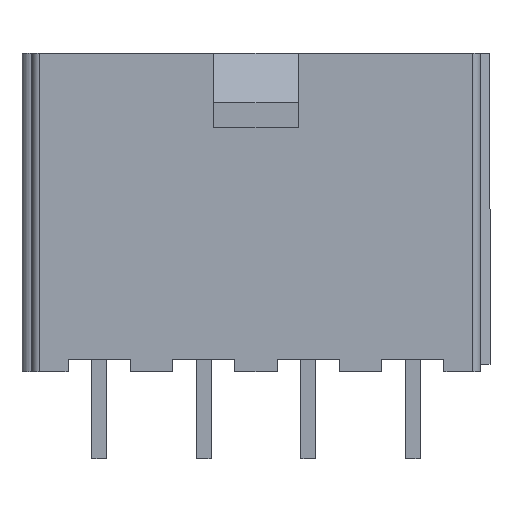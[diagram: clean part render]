
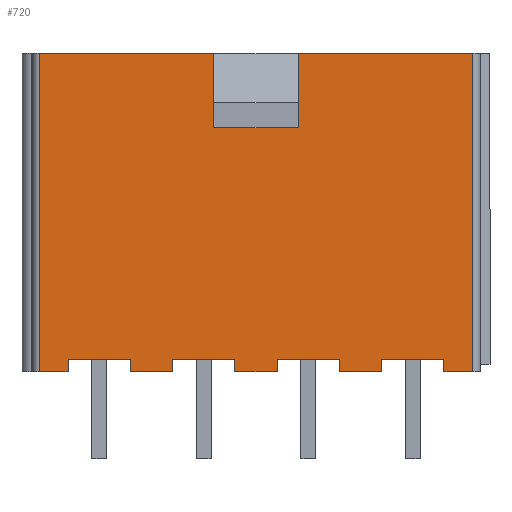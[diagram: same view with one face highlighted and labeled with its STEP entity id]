
A CAD part, front view. The second image highlights one B-rep face of the part: STEP entity #720.
In plain terms, the highlighted planar face has unit normal (0, -1, 0).
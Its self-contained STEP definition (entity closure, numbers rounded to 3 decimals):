
#256=CARTESIAN_POINT('',(8.7,-4.6,12.8));
#257=VERTEX_POINT('',#256);
#265=CARTESIAN_POINT('',(8.7,-4.6,0.));
#266=VERTEX_POINT('',#265);
#267=CARTESIAN_POINT('',(8.7,-4.6,12.8));
#268=DIRECTION('',(0.0,0.0,-1.0));
#269=VECTOR('',#268,12.8);
#270=LINE('',#267,#269);
#271=EDGE_CURVE('',#257,#266,#270,.T.);
#289=CARTESIAN_POINT('',(-3.35,-4.6,0.));
#290=VERTEX_POINT('',#289);
#291=CARTESIAN_POINT('',(-5.05,-4.6,0.));
#292=VERTEX_POINT('',#291);
#293=CARTESIAN_POINT('',(-3.35,-4.6,0.));
#294=DIRECTION('',(-1.0,0.0,0.0));
#295=VECTOR('',#294,1.7);
#296=LINE('',#293,#295);
#297=EDGE_CURVE('',#290,#292,#296,.T.);
#329=CARTESIAN_POINT('',(0.85,-4.6,0.));
#330=VERTEX_POINT('',#329);
#331=CARTESIAN_POINT('',(-0.85,-4.6,0.));
#332=VERTEX_POINT('',#331);
#333=CARTESIAN_POINT('',(0.85,-4.6,0.));
#334=DIRECTION('',(-1.0,0.0,0.0));
#335=VECTOR('',#334,1.7);
#336=LINE('',#333,#335);
#337=EDGE_CURVE('',#330,#332,#336,.T.);
#369=CARTESIAN_POINT('',(5.05,-4.6,0.));
#370=VERTEX_POINT('',#369);
#371=CARTESIAN_POINT('',(3.35,-4.6,0.));
#372=VERTEX_POINT('',#371);
#373=CARTESIAN_POINT('',(5.05,-4.6,0.));
#374=DIRECTION('',(-1.0,0.0,0.0));
#375=VECTOR('',#374,1.7);
#376=LINE('',#373,#375);
#377=EDGE_CURVE('',#370,#372,#376,.T.);
#409=CARTESIAN_POINT('',(7.55,-4.6,0.));
#410=VERTEX_POINT('',#409);
#411=CARTESIAN_POINT('',(8.7,-4.6,0.));
#412=DIRECTION('',(-1.0,0.0,0.0));
#413=VECTOR('',#412,1.15);
#414=LINE('',#411,#413);
#415=EDGE_CURVE('',#266,#410,#414,.T.);
#459=CARTESIAN_POINT('',(-7.55,-4.6,0.));
#460=VERTEX_POINT('',#459);
#467=CARTESIAN_POINT('',(-8.7,-4.6,0.));
#468=VERTEX_POINT('',#467);
#469=CARTESIAN_POINT('',(-7.55,-4.6,0.));
#470=DIRECTION('',(-1.0,0.0,0.0));
#471=VECTOR('',#470,1.15);
#472=LINE('',#469,#471);
#473=EDGE_CURVE('',#460,#468,#472,.T.);
#562=CARTESIAN_POINT('',(-3.35,-4.6,0.5));
#563=VERTEX_POINT('',#562);
#570=CARTESIAN_POINT('',(-3.35,-4.6,0.));
#571=DIRECTION('',(0.0,0.0,1.0));
#572=VECTOR('',#571,0.5);
#573=LINE('',#570,#572);
#574=EDGE_CURVE('',#290,#563,#573,.T.);
#580=CARTESIAN_POINT('',(9.57,-4.6,-0.64));
#581=DIRECTION('',(0.0,-1.0,0.0));
#582=DIRECTION('',(1.0,0.0,0.0));
#583=AXIS2_PLACEMENT_3D('',#580,#581,#582);
#584=PLANE('',#583);
#585=CARTESIAN_POINT('',(1.7,-4.6,12.8));
#586=VERTEX_POINT('',#585);
#587=CARTESIAN_POINT('',(8.7,-4.6,12.8));
#588=DIRECTION('',(-1.0,0.0,0.0));
#589=VECTOR('',#588,7.);
#590=LINE('',#587,#589);
#591=EDGE_CURVE('',#257,#586,#590,.T.);
#592=ORIENTED_EDGE('',*,*,#591,.T.);
#593=CARTESIAN_POINT('',(1.7,-4.6,9.8));
#594=VERTEX_POINT('',#593);
#595=CARTESIAN_POINT('',(1.7,-4.6,12.8));
#596=DIRECTION('',(0.0,0.0,-1.0));
#597=VECTOR('',#596,3.0);
#598=LINE('',#595,#597);
#599=EDGE_CURVE('',#586,#594,#598,.T.);
#600=ORIENTED_EDGE('',*,*,#599,.T.);
#601=CARTESIAN_POINT('',(-1.7,-4.6,9.8));
#602=VERTEX_POINT('',#601);
#603=CARTESIAN_POINT('',(1.7,-4.6,9.8));
#604=DIRECTION('',(-1.0,0.0,0.0));
#605=VECTOR('',#604,3.4);
#606=LINE('',#603,#605);
#607=EDGE_CURVE('',#594,#602,#606,.T.);
#608=ORIENTED_EDGE('',*,*,#607,.T.);
#609=CARTESIAN_POINT('',(-1.7,-4.6,12.8));
#610=VERTEX_POINT('',#609);
#611=CARTESIAN_POINT('',(-1.7,-4.6,12.8));
#612=DIRECTION('',(0.0,0.0,-1.0));
#613=VECTOR('',#612,3.0);
#614=LINE('',#611,#613);
#615=EDGE_CURVE('',#610,#602,#614,.T.);
#616=ORIENTED_EDGE('',*,*,#615,.F.);
#617=CARTESIAN_POINT('',(-8.7,-4.6,12.8));
#618=VERTEX_POINT('',#617);
#619=CARTESIAN_POINT('',(-1.7,-4.6,12.8));
#620=DIRECTION('',(-1.0,0.0,0.0));
#621=VECTOR('',#620,7.);
#622=LINE('',#619,#621);
#623=EDGE_CURVE('',#610,#618,#622,.T.);
#624=ORIENTED_EDGE('',*,*,#623,.T.);
#625=CARTESIAN_POINT('',(-8.7,-4.6,0.));
#626=DIRECTION('',(0.0,0.0,1.0));
#627=VECTOR('',#626,12.8);
#628=LINE('',#625,#627);
#629=EDGE_CURVE('',#468,#618,#628,.T.);
#630=ORIENTED_EDGE('',*,*,#629,.F.);
#631=ORIENTED_EDGE('',*,*,#473,.F.);
#632=CARTESIAN_POINT('',(-7.55,-4.6,0.5));
#633=VERTEX_POINT('',#632);
#634=CARTESIAN_POINT('',(-7.55,-4.6,0.));
#635=DIRECTION('',(0.0,0.0,1.0));
#636=VECTOR('',#635,0.5);
#637=LINE('',#634,#636);
#638=EDGE_CURVE('',#460,#633,#637,.T.);
#639=ORIENTED_EDGE('',*,*,#638,.T.);
#640=CARTESIAN_POINT('',(-5.05,-4.6,0.5));
#641=VERTEX_POINT('',#640);
#642=CARTESIAN_POINT('',(-7.55,-4.6,0.5));
#643=DIRECTION('',(1.0,0.0,0.0));
#644=VECTOR('',#643,2.5);
#645=LINE('',#642,#644);
#646=EDGE_CURVE('',#633,#641,#645,.T.);
#647=ORIENTED_EDGE('',*,*,#646,.T.);
#648=CARTESIAN_POINT('',(-5.05,-4.6,0.));
#649=DIRECTION('',(0.0,0.0,1.0));
#650=VECTOR('',#649,0.5);
#651=LINE('',#648,#650);
#652=EDGE_CURVE('',#292,#641,#651,.T.);
#653=ORIENTED_EDGE('',*,*,#652,.F.);
#654=ORIENTED_EDGE('',*,*,#297,.F.);
#655=ORIENTED_EDGE('',*,*,#574,.T.);
#656=CARTESIAN_POINT('',(-0.85,-4.6,0.5));
#657=VERTEX_POINT('',#656);
#658=CARTESIAN_POINT('',(-3.35,-4.6,0.5));
#659=DIRECTION('',(1.0,0.0,0.0));
#660=VECTOR('',#659,2.5);
#661=LINE('',#658,#660);
#662=EDGE_CURVE('',#563,#657,#661,.T.);
#663=ORIENTED_EDGE('',*,*,#662,.T.);
#664=CARTESIAN_POINT('',(-0.85,-4.6,0.));
#665=DIRECTION('',(0.0,0.0,1.0));
#666=VECTOR('',#665,0.5);
#667=LINE('',#664,#666);
#668=EDGE_CURVE('',#332,#657,#667,.T.);
#669=ORIENTED_EDGE('',*,*,#668,.F.);
#670=ORIENTED_EDGE('',*,*,#337,.F.);
#671=CARTESIAN_POINT('',(0.85,-4.6,0.5));
#672=VERTEX_POINT('',#671);
#673=CARTESIAN_POINT('',(0.85,-4.6,0.));
#674=DIRECTION('',(0.0,0.0,1.0));
#675=VECTOR('',#674,0.5);
#676=LINE('',#673,#675);
#677=EDGE_CURVE('',#330,#672,#676,.T.);
#678=ORIENTED_EDGE('',*,*,#677,.T.);
#679=CARTESIAN_POINT('',(3.35,-4.6,0.5));
#680=VERTEX_POINT('',#679);
#681=CARTESIAN_POINT('',(0.85,-4.6,0.5));
#682=DIRECTION('',(1.0,0.0,0.0));
#683=VECTOR('',#682,2.5);
#684=LINE('',#681,#683);
#685=EDGE_CURVE('',#672,#680,#684,.T.);
#686=ORIENTED_EDGE('',*,*,#685,.T.);
#687=CARTESIAN_POINT('',(3.35,-4.6,0.));
#688=DIRECTION('',(0.0,0.0,1.0));
#689=VECTOR('',#688,0.5);
#690=LINE('',#687,#689);
#691=EDGE_CURVE('',#372,#680,#690,.T.);
#692=ORIENTED_EDGE('',*,*,#691,.F.);
#693=ORIENTED_EDGE('',*,*,#377,.F.);
#694=CARTESIAN_POINT('',(5.05,-4.6,0.5));
#695=VERTEX_POINT('',#694);
#696=CARTESIAN_POINT('',(5.05,-4.6,0.));
#697=DIRECTION('',(0.0,0.0,1.0));
#698=VECTOR('',#697,0.5);
#699=LINE('',#696,#698);
#700=EDGE_CURVE('',#370,#695,#699,.T.);
#701=ORIENTED_EDGE('',*,*,#700,.T.);
#702=CARTESIAN_POINT('',(7.55,-4.6,0.5));
#703=VERTEX_POINT('',#702);
#704=CARTESIAN_POINT('',(5.05,-4.6,0.5));
#705=DIRECTION('',(1.0,0.0,0.0));
#706=VECTOR('',#705,2.5);
#707=LINE('',#704,#706);
#708=EDGE_CURVE('',#695,#703,#707,.T.);
#709=ORIENTED_EDGE('',*,*,#708,.T.);
#710=CARTESIAN_POINT('',(7.55,-4.6,0.));
#711=DIRECTION('',(0.0,0.0,1.0));
#712=VECTOR('',#711,0.5);
#713=LINE('',#710,#712);
#714=EDGE_CURVE('',#410,#703,#713,.T.);
#715=ORIENTED_EDGE('',*,*,#714,.F.);
#716=ORIENTED_EDGE('',*,*,#415,.F.);
#717=ORIENTED_EDGE('',*,*,#271,.F.);
#718=EDGE_LOOP('',(#592,#600,#608,#616,#624,#630,#631,#639,#647,#653,#654,#655,#663,#669,#670,#678,#686,#692,#693,#701,#709,#715,#716,#717));
#719=FACE_OUTER_BOUND('',#718,.T.);
#720=ADVANCED_FACE('',(#719),#584,.T.);
